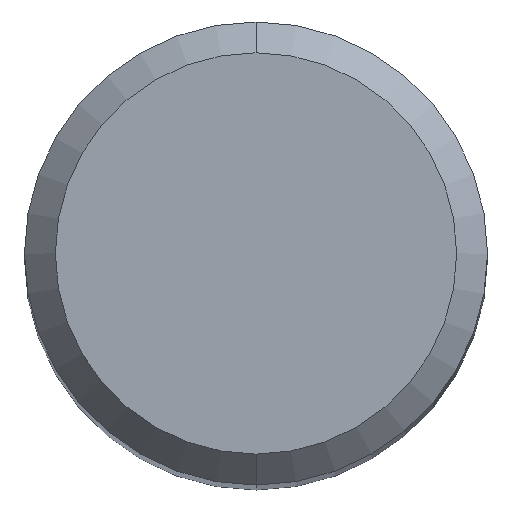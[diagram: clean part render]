
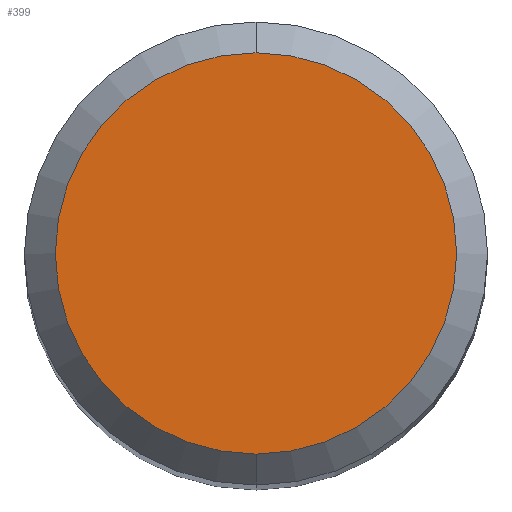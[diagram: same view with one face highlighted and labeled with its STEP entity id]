
A CAD part, top view. The second image highlights one B-rep face of the part: STEP entity #399.
In plain terms, the highlighted planar face has unit normal (0, 0, 1).
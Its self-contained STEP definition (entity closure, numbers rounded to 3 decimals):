
#309=EDGE_CURVE('',#443,#377,#630,.T.);
#377=VERTEX_POINT('',#701);
#379=EDGE_CURVE('',#377,#443,#703,.T.);
#399=ADVANCED_FACE('',(#726),#727,.T.);
#443=VERTEX_POINT('',#777);
#630=CIRCLE('',#1151,2.6);
#701=CARTESIAN_POINT('',(0.0,2.6,0.0));
#703=CIRCLE('',#1304,2.6);
#726=FACE_OUTER_BOUND('',#1329,.T.);
#727=PLANE('',#1330);
#777=CARTESIAN_POINT('',(0.,-2.6,0.0));
#1151=AXIS2_PLACEMENT_3D('',#1617,#1618,#1619);
#1304=AXIS2_PLACEMENT_3D('',#1677,#1678,#1679);
#1329=EDGE_LOOP('',(#1706,#1707));
#1330=AXIS2_PLACEMENT_3D('',#1708,#1709,#1710);
#1617=CARTESIAN_POINT('',(0.0,0.0,0.0));
#1618=DIRECTION('',(0.0,0.0,-1.0));
#1619=DIRECTION('',(0.0,1.0,0.0));
#1677=CARTESIAN_POINT('',(0.0,0.0,0.0));
#1678=DIRECTION('',(0.0,0.0,-1.0));
#1679=DIRECTION('',(0.0,1.0,0.0));
#1706=ORIENTED_EDGE('',*,*,#379,.F.);
#1707=ORIENTED_EDGE('',*,*,#309,.F.);
#1708=CARTESIAN_POINT('',(0.0,1.3,0.0));
#1709=DIRECTION('',(-0.0,0.0,1.0));
#1710=DIRECTION('',(0.0,-1.0,0.0));
